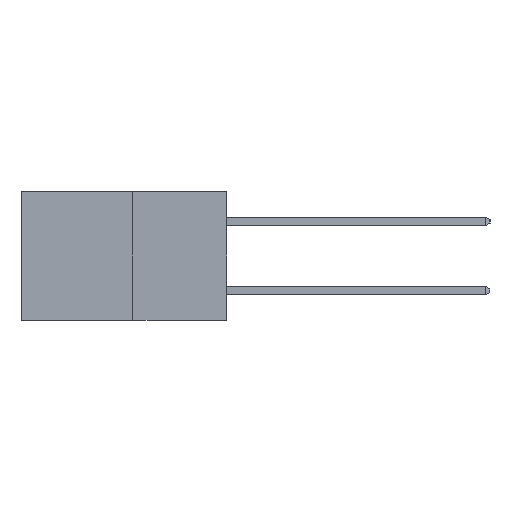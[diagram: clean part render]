
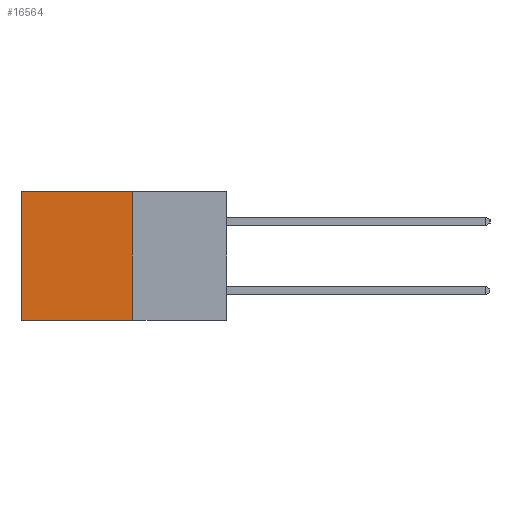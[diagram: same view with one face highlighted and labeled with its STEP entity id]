
A CAD part, left-side view. The second image highlights one B-rep face of the part: STEP entity #16564.
In plain terms, the highlighted planar face has unit normal (-1, 0, 0).
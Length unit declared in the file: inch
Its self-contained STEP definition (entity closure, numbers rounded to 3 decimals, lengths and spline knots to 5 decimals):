
#154 = VERTEX_POINT ( 'NONE', #14266 ) ;
#572 = EDGE_CURVE ( 'NONE', #154, #6692, #7309, .T. ) ;
#1784 = VERTEX_POINT ( 'NONE', #4842 ) ;
#2000 = PLANE ( 'NONE',  #16234 ) ;
#3264 = CARTESIAN_POINT ( 'NONE',  ( 0.277, 0.27, -0.37 ) ) ;
#3329 = DIRECTION ( 'NONE',  ( 1., 0., 0. ) ) ;
#3574 = CARTESIAN_POINT ( 'NONE',  ( 0.277, 0.27, -0.37 ) ) ;
#3841 = VECTOR ( 'NONE', #16370, 39.37008 ) ;
#4108 = ORIENTED_EDGE ( 'NONE', *, *, #572, .F. ) ;
#4339 = FACE_OUTER_BOUND ( 'NONE', #16468, .T. ) ;
#4461 = DIRECTION ( 'NONE',  ( 0., 0., -1. ) ) ;
#4499 = CARTESIAN_POINT ( 'NONE',  ( 0.277, 0.59, -0.37 ) ) ;
#4842 = CARTESIAN_POINT ( 'NONE',  ( 0.277, 0.59, 0. ) ) ;
#5326 = EDGE_CURVE ( 'NONE', #1784, #11187, #13948, .T. ) ;
#5566 = LINE ( 'NONE', #3264, #7776 ) ;
#6326 = ORIENTED_EDGE ( 'NONE', *, *, #5326, .T. ) ;
#6683 = CARTESIAN_POINT ( 'NONE',  ( 0.277, 0.27, -0.37 ) ) ;
#6692 = VERTEX_POINT ( 'NONE', #6683 ) ;
#7153 = ORIENTED_EDGE ( 'NONE', *, *, #15838, .F. ) ;
#7309 = LINE ( 'NONE', #3574, #3841 ) ;
#7776 = VECTOR ( 'NONE', #11015, 39.37008 ) ;
#8634 = VECTOR ( 'NONE', #9423, 39.37008 ) ;
#9423 = DIRECTION ( 'NONE',  ( 0., 1., 0. ) ) ;
#9439 = LINE ( 'NONE', #14471, #8634 ) ;
#10984 = VECTOR ( 'NONE', #4461, 39.37008 ) ;
#11015 = DIRECTION ( 'NONE',  ( 0., 1., 0. ) ) ;
#11073 = CARTESIAN_POINT ( 'NONE',  ( 0.277, 0.27, -0.37 ) ) ;
#11187 = VERTEX_POINT ( 'NONE', #15516 ) ;
#12380 = DIRECTION ( 'NONE',  ( 0., 0., -1. ) ) ;
#13948 = LINE ( 'NONE', #4499, #10984 ) ;
#14266 = CARTESIAN_POINT ( 'NONE',  ( 0.277, 0.27, 0. ) ) ;
#14318 = ORIENTED_EDGE ( 'NONE', *, *, #14484, .T. ) ;
#14471 = CARTESIAN_POINT ( 'NONE',  ( 0.277, 0.27, 0. ) ) ;
#14484 = EDGE_CURVE ( 'NONE', #154, #1784, #9439, .T. ) ;
#15516 = CARTESIAN_POINT ( 'NONE',  ( 0.277, 0.59, -0.37 ) ) ;
#15838 = EDGE_CURVE ( 'NONE', #6692, #11187, #5566, .T. ) ;
#16234 = AXIS2_PLACEMENT_3D ( 'NONE', #11073, #3329, #12380 ) ;
#16370 = DIRECTION ( 'NONE',  ( 0., 0., -1. ) ) ;
#16468 = EDGE_LOOP ( 'NONE', ( #6326, #7153, #4108, #14318 ) ) ;
#16564 = ADVANCED_FACE ( 'NONE', ( #4339 ), #2000, .F. ) ;
